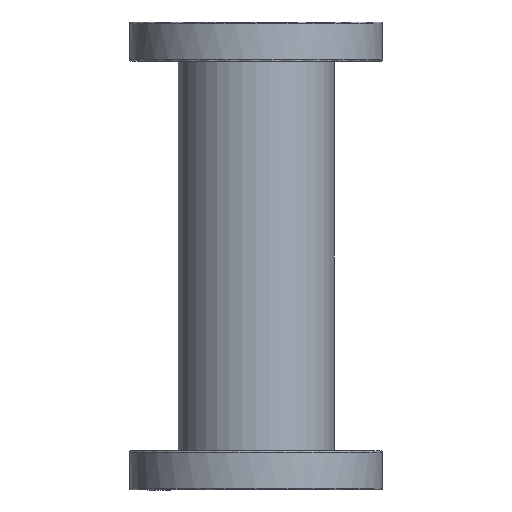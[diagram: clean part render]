
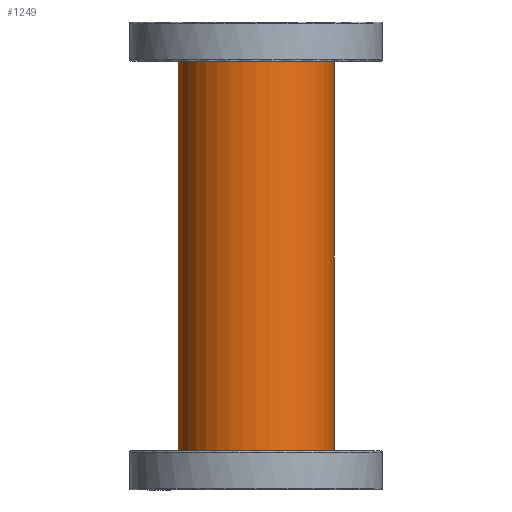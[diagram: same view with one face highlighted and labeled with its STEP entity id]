
A CAD part, front view. The second image highlights one B-rep face of the part: STEP entity #1249.
In plain terms, the highlighted cylindrical face has radius 35 mm (diameter 70 mm), a full revolution.
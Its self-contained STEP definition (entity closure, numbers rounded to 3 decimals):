
#1187=CARTESIAN_POINT('',(-35.0,0.,305.8));
#1188=VERTEX_POINT('',#1187);
#1189=CARTESIAN_POINT('',(0.0,0.0,305.8));
#1190=DIRECTION('',(0.0,0.0,1.0));
#1191=DIRECTION('',(-1.0,0.0,0.0));
#1192=AXIS2_PLACEMENT_3D('',#1189,#1190,#1191);
#1193=CIRCLE('',#1192,35.0);
#1194=EDGE_CURVE('',#1188,#1188,#1193,.T.);
#1230=CARTESIAN_POINT('',(0.0,0.0,0.0));
#1231=DIRECTION('',(0.0,0.0,1.0));
#1232=DIRECTION('',(-1.0,0.0,0.0));
#1233=AXIS2_PLACEMENT_3D('',#1230,#1231,#1232);
#1234=CYLINDRICAL_SURFACE('',#1233,35.0);
#1235=ORIENTED_EDGE('',*,*,#1194,.T.);
#1236=EDGE_LOOP('',(#1235));
#1237=FACE_OUTER_BOUND('',#1236,.T.);
#1238=CARTESIAN_POINT('',(35.0,0.,500.0));
#1239=VERTEX_POINT('',#1238);
#1240=CARTESIAN_POINT('',(0.0,0.0,500.0));
#1241=DIRECTION('',(0.0,0.0,-1.0));
#1242=DIRECTION('',(-1.0,0.0,0.0));
#1243=AXIS2_PLACEMENT_3D('',#1240,#1241,#1242);
#1244=CIRCLE('',#1243,35.0);
#1245=EDGE_CURVE('',#1239,#1239,#1244,.T.);
#1246=ORIENTED_EDGE('',*,*,#1245,.T.);
#1247=EDGE_LOOP('',(#1246));
#1248=FACE_BOUND('',#1247,.T.);
#1249=ADVANCED_FACE('',(#1237,#1248),#1234,.T.);
